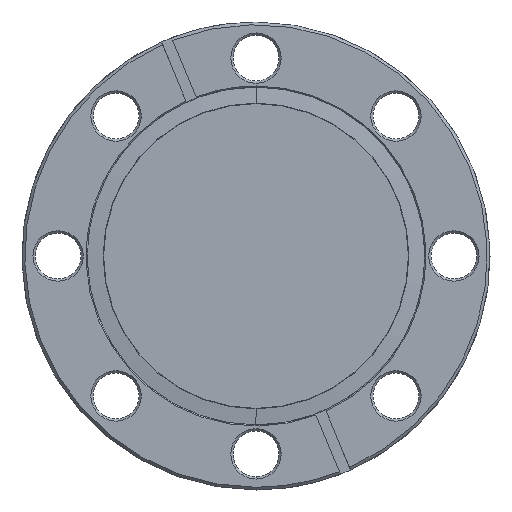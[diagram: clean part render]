
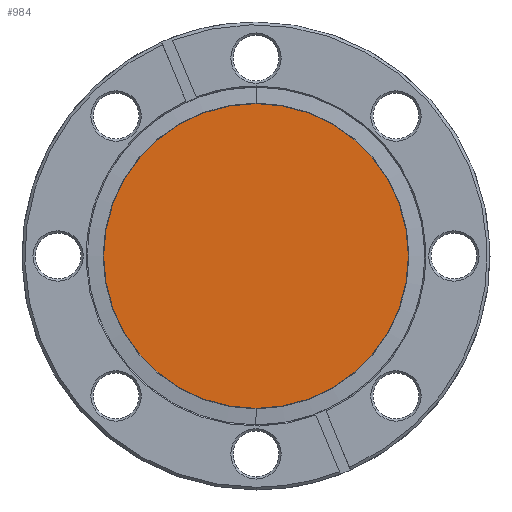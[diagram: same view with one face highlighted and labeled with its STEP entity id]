
A CAD part, left-side view. The second image highlights one B-rep face of the part: STEP entity #984.
In plain terms, the highlighted planar face has unit normal (-1, 0, 0).
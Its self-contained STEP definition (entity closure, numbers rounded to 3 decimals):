
#22 = EDGE_LOOP ( 'NONE', ( #155, #968 ) ) ;
#155 = ORIENTED_EDGE ( 'NONE', *, *, #1550, .T. ) ;
#379 = AXIS2_PLACEMENT_3D ( 'NONE', #481, #1752, #2520 ) ;
#399 = CIRCLE ( 'NONE', #2516, 27.876 ) ;
#481 = CARTESIAN_POINT ( 'NONE',  ( 0.6, 0., -22.5 ) ) ;
#502 = CIRCLE ( 'NONE', #1225, 27.876 ) ;
#732 = DIRECTION ( 'NONE',  ( -1., 0., 0. ) ) ;
#800 = DIRECTION ( 'NONE',  ( -1., 0., 0. ) ) ;
#913 = PLANE ( 'NONE',  #379 ) ;
#968 = ORIENTED_EDGE ( 'NONE', *, *, #2251, .T. ) ;
#984 = ADVANCED_FACE ( 'NONE', ( #1429 ), #913, .F. ) ;
#1225 = AXIS2_PLACEMENT_3D ( 'NONE', #1374, #800, #2001 ) ;
#1374 = CARTESIAN_POINT ( 'NONE',  ( 0.6, 0., 0. ) ) ;
#1429 = FACE_OUTER_BOUND ( 'NONE', #22, .T. ) ;
#1550 = EDGE_CURVE ( 'NONE', #2264, #2209, #502, .T. ) ;
#1752 = DIRECTION ( 'NONE',  ( 1., 0., 0. ) ) ;
#1911 = CARTESIAN_POINT ( 'NONE',  ( 0.6, 0., -27.876 ) ) ;
#1965 = CARTESIAN_POINT ( 'NONE',  ( 0.6, 0., 0. ) ) ;
#1974 = CARTESIAN_POINT ( 'NONE',  ( 0.6, 0., 27.876 ) ) ;
#2001 = DIRECTION ( 'NONE',  ( 0., 0., 1. ) ) ;
#2170 = DIRECTION ( 'NONE',  ( 0., 0., 1. ) ) ;
#2209 = VERTEX_POINT ( 'NONE', #1911 ) ;
#2251 = EDGE_CURVE ( 'NONE', #2209, #2264, #399, .T. ) ;
#2264 = VERTEX_POINT ( 'NONE', #1974 ) ;
#2516 = AXIS2_PLACEMENT_3D ( 'NONE', #1965, #732, #2170 ) ;
#2520 = DIRECTION ( 'NONE',  ( 0., 0., -1. ) ) ;
